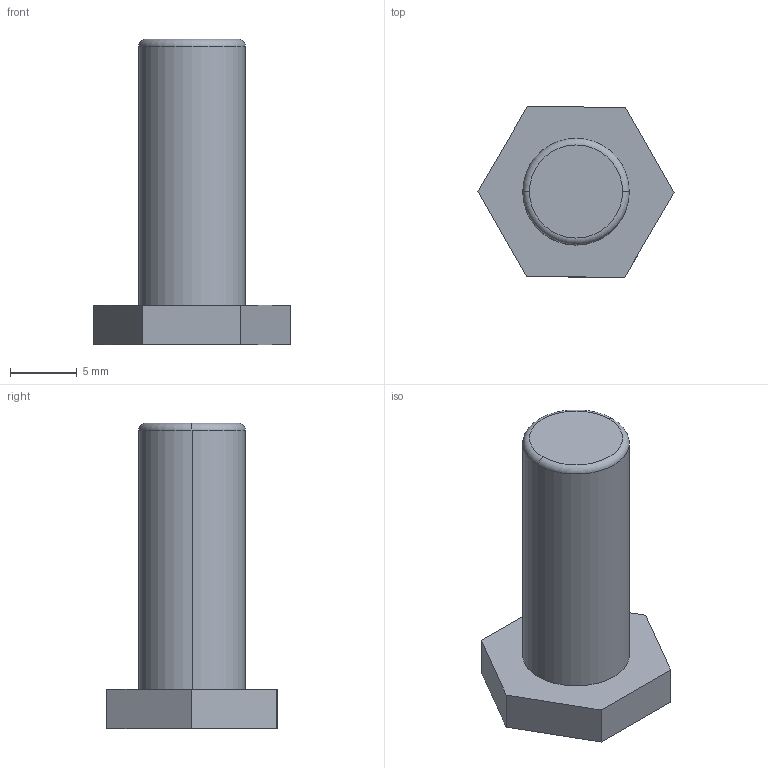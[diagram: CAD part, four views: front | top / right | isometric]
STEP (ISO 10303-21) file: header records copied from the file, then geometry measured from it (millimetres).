
FILE_DESCRIPTION (( 'STEP AP214' ), '1' );
FILE_NAME ('TI.VI.A820.STEP', '2023-01-23T08:40:02', ( '' ), ( '' ), 'SwSTEP 2.0', 'SolidWorks 2022', '' );
FILE_SCHEMA (( 'AUTOMOTIVE_DESIGN' ));
Length unit declared in the file: millimetre
Products named in the file (1): TI.VI.A820
Bounding box: 14.76 x 12.81 x 22.95 mm (x, y, z)
Volume: 1421.3 mm3; surface area: 910.6 mm2
Topology: 1 solids, 1 shells, 13 faces, 28 edges, 18 vertices
Faces by surface type: plane 9, torus 2, cylinder 2
Entity records: 410 total; most frequent: DIRECTION 64, CARTESIAN_POINT 60, ORIENTED_EDGE 56, EDGE_CURVE 28, AXIS2_PLACEMENT_3D 22, LINE 20, VECTOR 20, VERTEX_POINT 18
